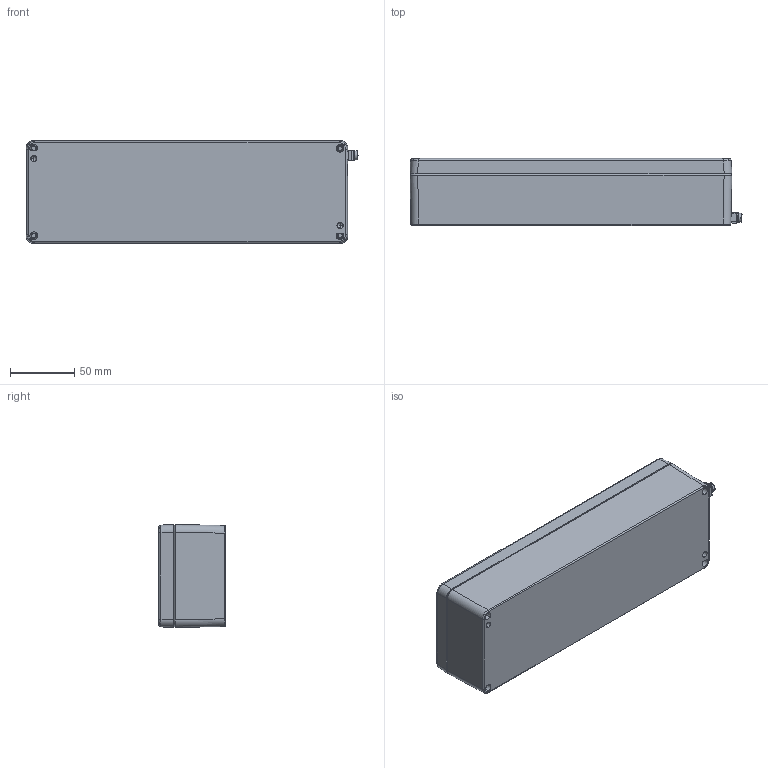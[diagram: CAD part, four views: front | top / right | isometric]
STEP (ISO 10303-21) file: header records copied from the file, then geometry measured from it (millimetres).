
FILE_DESCRIPTION (( 'STEP AP214' ), '1' );
FILE_NAME ('25082505.STEP', '2012-06-13T14:07:51', ( ' ' ), ( '' ), 'SwSTEP 2.0', 'SolidWorks 2011', '' );
FILE_SCHEMA (( 'AUTOMOTIVE_DESIGN' ));
Length unit declared in the file: millimetre
Products named in the file (16): 88309; 88309_1; 93042; 83014; 88309_2; 92081; 01082505_Ex Ausführung; 82013; 93132; 02028; 01028; 92441; 25082505
Assembly tree (15 placements, depth 3):
  25082505
    01082505_Ex Ausführung
      02028
      93132
      01028
      82013
      93132
      93132
      93132
    92081
    92441
    88309
      88309_1
      93042
      88309_2
      83014
Bounding box: 257.92 x 52 x 80 mm (x, y, z)
Volume: 272095.1 mm3; surface area: 153174.6 mm2
Topology: 13 solids, 13 shells, 1212 faces, 2877 edges, 1731 vertices
Faces by surface type: plane 485, bspline 290, cylinder 280, cone 109, torus 48
Entity records: 48204 total; most frequent: CARTESIAN_POINT 21416, ORIENTED_EDGE 5718, DIRECTION 5066, EDGE_CURVE 2859, AXIS2_PLACEMENT_3D 1841, VERTEX_POINT 1731, VECTOR 1384, LINE 1384
